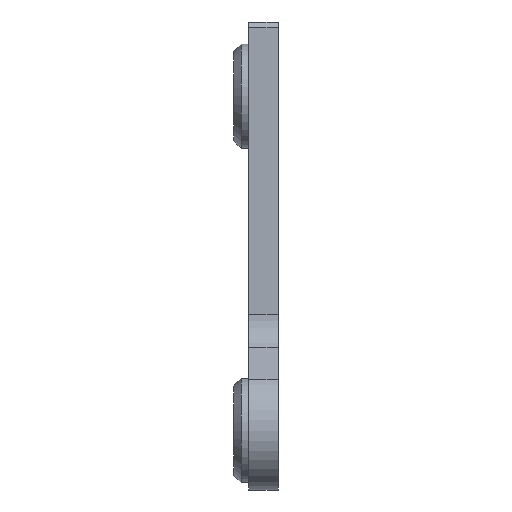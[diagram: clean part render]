
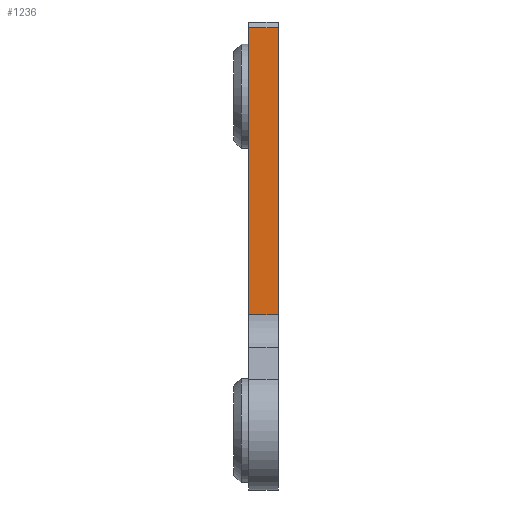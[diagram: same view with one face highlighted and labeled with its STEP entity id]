
A CAD part, left-side view. The second image highlights one B-rep face of the part: STEP entity #1236.
In plain terms, the highlighted planar face has unit normal (-1, 0, 0).
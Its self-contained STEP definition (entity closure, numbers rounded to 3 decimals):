
#130=LINE('',#2140,#212);
#131=LINE('',#2143,#213);
#132=LINE('',#2145,#214);
#133=LINE('',#2146,#215);
#212=VECTOR('',#1765,10.);
#213=VECTOR('',#1768,10.);
#214=VECTOR('',#1769,10.);
#215=VECTOR('',#1770,10.);
#310=FACE_OUTER_BOUND('',#382,.T.);
#382=EDGE_LOOP('',(#1049,#1050,#1051,#1052));
#610=VERTEX_POINT('',#2136);
#611=VERTEX_POINT('',#2138);
#612=VERTEX_POINT('',#2142);
#613=VERTEX_POINT('',#2144);
#777=EDGE_CURVE('',#610,#611,#130,.T.);
#778=EDGE_CURVE('',#610,#612,#131,.T.);
#779=EDGE_CURVE('',#613,#611,#132,.T.);
#780=EDGE_CURVE('',#612,#613,#133,.T.);
#1049=ORIENTED_EDGE('',*,*,#778,.F.);
#1050=ORIENTED_EDGE('',*,*,#777,.T.);
#1051=ORIENTED_EDGE('',*,*,#779,.F.);
#1052=ORIENTED_EDGE('',*,*,#780,.F.);
#1177=PLANE('',#1399);
#1236=ADVANCED_FACE('',(#310),#1177,.T.);
#1399=AXIS2_PLACEMENT_3D('',#2141,#1766,#1767);
#1765=DIRECTION('',(0.,1.,0.));
#1766=DIRECTION('center_axis',(-1.,0.,0.));
#1767=DIRECTION('ref_axis',(0.,0.,1.));
#1768=DIRECTION('',(0.,0.,-1.));
#1769=DIRECTION('',(0.,0.,1.));
#1770=DIRECTION('',(0.,1.,0.));
#2136=CARTESIAN_POINT('',(-20.,0.,16.2));
#2138=CARTESIAN_POINT('',(-20.,4.,16.2));
#2140=CARTESIAN_POINT('',(-20.,0.,16.2));
#2141=CARTESIAN_POINT('Origin',(-20.,0.,-22.423));
#2142=CARTESIAN_POINT('',(-20.,0.,-22.423));
#2143=CARTESIAN_POINT('',(-20.,0.,16.5));
#2144=CARTESIAN_POINT('',(-20.,4.,-22.423));
#2145=CARTESIAN_POINT('',(-20.,4.,16.5));
#2146=CARTESIAN_POINT('',(-20.,0.,-22.423));
